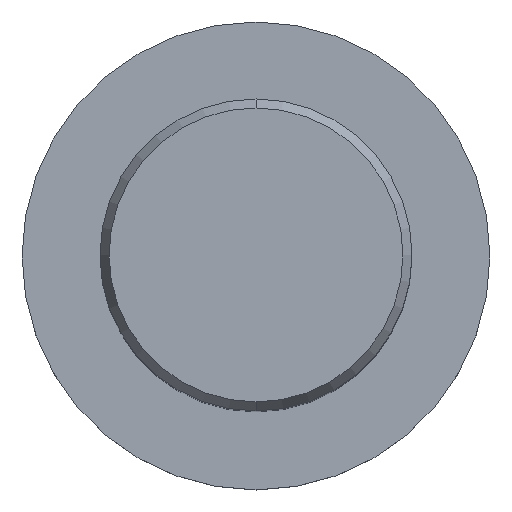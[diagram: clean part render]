
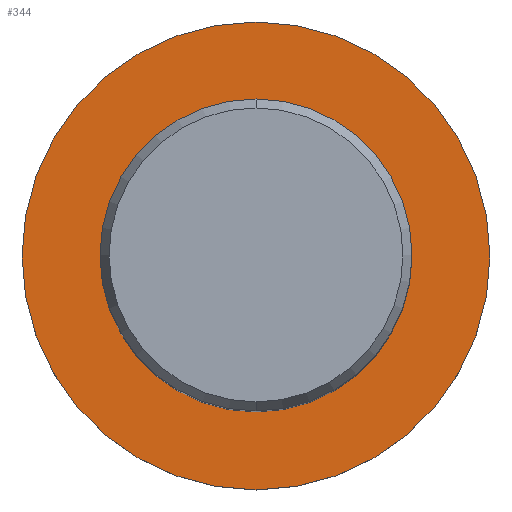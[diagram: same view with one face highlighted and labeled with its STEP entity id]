
A CAD part, top view. The second image highlights one B-rep face of the part: STEP entity #344.
In plain terms, the highlighted planar face has unit normal (0, 0, 1).
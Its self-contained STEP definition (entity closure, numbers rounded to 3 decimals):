
#234=EDGE_CURVE('',#352,#454,#568,.T.);
#292=VERTEX_POINT('',#634);
#308=VERTEX_POINT('',#651);
#344=ADVANCED_FACE('',(#691,#692),#693,.T.);
#348=EDGE_CURVE('',#308,#292,#697,.T.);
#352=VERTEX_POINT('',#702);
#424=EDGE_CURVE('',#454,#352,#781,.T.);
#454=VERTEX_POINT('',#814);
#484=EDGE_CURVE('',#292,#308,#847,.T.);
#568=CIRCLE('',#937,24.0);
#634=CARTESIAN_POINT('',(0.0,16.0,-60.0));
#651=CARTESIAN_POINT('',(0.,-16.0,-60.0));
#691=FACE_BOUND('',#1223,.T.);
#692=FACE_OUTER_BOUND('',#1224,.T.);
#693=PLANE('',#1225);
#697=CIRCLE('',#1246,16.0);
#702=CARTESIAN_POINT('',(0.,-24.0,-60.0));
#781=CIRCLE('',#1383,24.0);
#814=CARTESIAN_POINT('',(0.0,24.0,-60.0));
#847=CIRCLE('',#1543,16.0);
#937=AXIS2_PLACEMENT_3D('',#1635,#1636,#1637);
#1223=EDGE_LOOP('',(#1788,#1789));
#1224=EDGE_LOOP('',(#1790,#1791));
#1225=AXIS2_PLACEMENT_3D('',#1792,#1793,#1794);
#1246=AXIS2_PLACEMENT_3D('',#1795,#1796,#1797);
#1383=AXIS2_PLACEMENT_3D('',#1897,#1898,#1899);
#1543=AXIS2_PLACEMENT_3D('',#1980,#1981,#1982);
#1635=CARTESIAN_POINT('',(0.0,0.0,-60.0));
#1636=DIRECTION('',(0.0,0.0,-1.0));
#1637=DIRECTION('',(0.0,1.0,0.0));
#1788=ORIENTED_EDGE('',*,*,#484,.T.);
#1789=ORIENTED_EDGE('',*,*,#348,.T.);
#1790=ORIENTED_EDGE('',*,*,#424,.F.);
#1791=ORIENTED_EDGE('',*,*,#234,.F.);
#1792=CARTESIAN_POINT('',(0.0,12.0,-60.0));
#1793=DIRECTION('',(-0.0,0.0,1.0));
#1794=DIRECTION('',(0.0,-1.0,0.0));
#1795=CARTESIAN_POINT('',(0.0,0.0,-60.0));
#1796=DIRECTION('',(-0.0,0.0,-1.0));
#1797=DIRECTION('',(0.0,1.0,0.0));
#1897=CARTESIAN_POINT('',(0.0,0.0,-60.0));
#1898=DIRECTION('',(0.0,0.0,-1.0));
#1899=DIRECTION('',(0.0,1.0,0.0));
#1980=CARTESIAN_POINT('',(0.0,0.0,-60.0));
#1981=DIRECTION('',(-0.0,0.0,-1.0));
#1982=DIRECTION('',(0.0,1.0,0.0));
